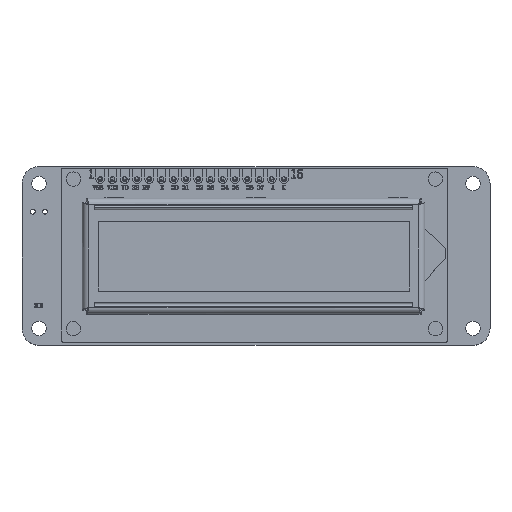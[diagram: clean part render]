
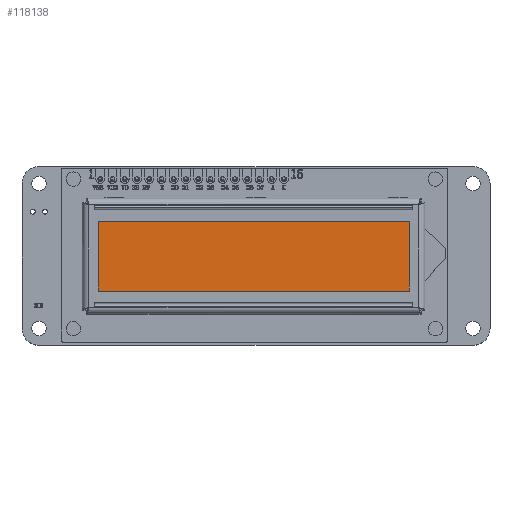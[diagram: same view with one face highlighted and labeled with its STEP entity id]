
A CAD part, top view. The second image highlights one B-rep face of the part: STEP entity #118138.
In plain terms, the highlighted face is planar.
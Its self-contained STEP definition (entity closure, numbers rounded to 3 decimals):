
#118029 = VERTEX_POINT('',#118030);
#118030 = CARTESIAN_POINT('',(33.72,-8.856,-6.4));
#118036 = EDGE_CURVE('',#118037,#118029,#118039,.T.);
#118037 = VERTEX_POINT('',#118038);
#118038 = CARTESIAN_POINT('',(33.72,8.895,-6.4));
#118039 = LINE('',#118040,#118041);
#118040 = CARTESIAN_POINT('',(33.72,8.895,-6.4));
#118041 = VECTOR('',#118042,1.);
#118042 = DIRECTION('',(0.,-1.,0.));
#118067 = VERTEX_POINT('',#118068);
#118068 = CARTESIAN_POINT('',(-33.88,-8.856,-6.4));
#118074 = EDGE_CURVE('',#118029,#118067,#118075,.T.);
#118075 = LINE('',#118076,#118077);
#118076 = CARTESIAN_POINT('',(33.72,-8.856,-6.4));
#118077 = VECTOR('',#118078,1.);
#118078 = DIRECTION('',(-1.,0.,0.));
#118098 = VERTEX_POINT('',#118099);
#118099 = CARTESIAN_POINT('',(-33.88,8.895,-6.4));
#118105 = EDGE_CURVE('',#118067,#118098,#118106,.T.);
#118106 = LINE('',#118107,#118108);
#118107 = CARTESIAN_POINT('',(-33.88,8.895,-6.4));
#118108 = VECTOR('',#118109,1.);
#118109 = DIRECTION('',(-0.,1.,-0.));
#118127 = EDGE_CURVE('',#118098,#118037,#118128,.T.);
#118128 = LINE('',#118129,#118130);
#118129 = CARTESIAN_POINT('',(33.72,8.895,-6.4));
#118130 = VECTOR('',#118131,1.);
#118131 = DIRECTION('',(1.,-0.,-0.));
#118138 = ADVANCED_FACE('',(#118139),#118145,.T.);
#118139 = FACE_BOUND('',#118140,.T.);
#118140 = EDGE_LOOP('',(#118141,#118142,#118143,#118144));
#118141 = ORIENTED_EDGE('',*,*,#118036,.T.);
#118142 = ORIENTED_EDGE('',*,*,#118074,.T.);
#118143 = ORIENTED_EDGE('',*,*,#118105,.T.);
#118144 = ORIENTED_EDGE('',*,*,#118127,.T.);
#118145 = PLANE('',#118146);
#118146 = AXIS2_PLACEMENT_3D('',#118147,#118148,#118149);
#118147 = CARTESIAN_POINT('',(0.,0.,-6.4));
#118148 = DIRECTION('',(-0.,0.,-1.));
#118149 = DIRECTION('',(-1.,0.,0.));
